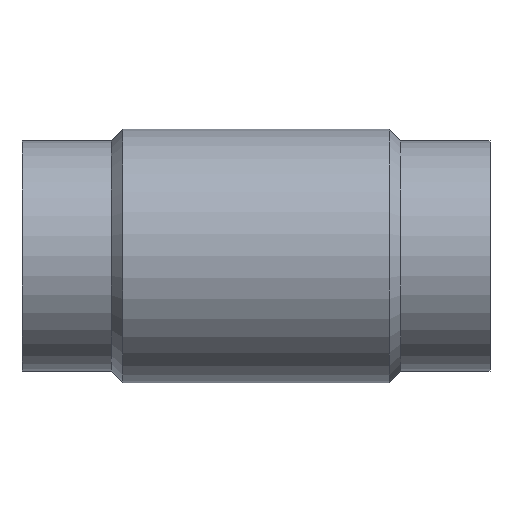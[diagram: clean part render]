
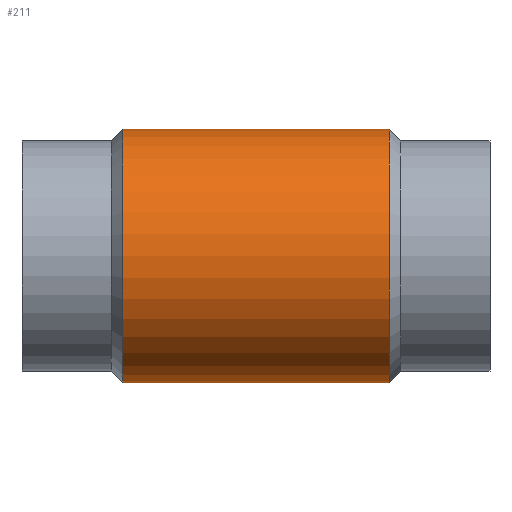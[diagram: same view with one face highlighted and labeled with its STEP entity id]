
A CAD part, top view. The second image highlights one B-rep face of the part: STEP entity #211.
In plain terms, the highlighted cylindrical face has radius 88 mm (diameter 176 mm), a full revolution.
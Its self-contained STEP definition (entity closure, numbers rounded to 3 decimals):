
#25=FACE_OUTER_BOUND('',#38,.T.);
#38=EDGE_LOOP('',(#149,#150,#151,#152,#153,#154,#155,#156,#157));
#56=B_SPLINE_CURVE_WITH_KNOTS('',3,(#416,#417,#418,#419,#420,#421,#422,
#423,#424,#425,#426,#427,#428,#429,#430,#431,#432,#433,#434,#435,#436,#437,
#438,#439,#440,#441,#442,#443,#444,#445,#446,#447,#448,#449),
 .UNSPECIFIED.,.F.,.F.,(4,2,2,2,2,2,2,2,2,2,2,2,2,2,2,2,4),(11.047,
12.409,13.771,15.133,16.495,17.895,
19.294,20.694,22.093,23.493,24.893,
26.292,27.692,29.054,30.416,31.778,
33.14),.UNSPECIFIED.);
#57=B_SPLINE_CURVE_WITH_KNOTS('',3,(#454,#455,#456,#457,#458,#459,#460,
#461,#462,#463,#464,#465,#466,#467,#468,#469,#470,#471),.UNSPECIFIED.,.F.,
 .F.,(4,2,2,2,2,2,2,2,4),(33.14,34.502,35.864,
37.226,38.588,39.988,41.387,42.787,
44.187),.UNSPECIFIED.);
#58=B_SPLINE_CURVE_WITH_KNOTS('',3,(#472,#473,#474,#475,#476,#477,#478,
#479,#480,#481,#482,#483,#484,#485,#486,#487,#488,#489),.UNSPECIFIED.,.F.,
 .F.,(4,2,2,2,2,2,2,2,4),(0.,1.4,2.799,4.199,
5.598,6.961,8.323,9.685,11.047),
 .UNSPECIFIED.);
#60=LINE('',#414,#72);
#61=LINE('',#451,#73);
#72=VECTOR('',#279,88.);
#73=VECTOR('',#280,88.);
#84=CIRCLE('',#246,88.);
#85=CIRCLE('',#247,88.);
#99=VERTEX_POINT('',#411);
#100=VERTEX_POINT('',#413);
#101=VERTEX_POINT('',#415);
#102=VERTEX_POINT('',#450);
#103=VERTEX_POINT('',#453);
#118=EDGE_CURVE('',#99,#99,#84,.T.);
#119=EDGE_CURVE('',#99,#100,#60,.T.);
#120=EDGE_CURVE('',#100,#101,#56,.T.);
#121=EDGE_CURVE('',#101,#102,#61,.T.);
#122=EDGE_CURVE('',#102,#102,#85,.T.);
#123=EDGE_CURVE('',#101,#103,#57,.T.);
#124=EDGE_CURVE('',#103,#100,#58,.T.);
#149=ORIENTED_EDGE('',*,*,#118,.F.);
#150=ORIENTED_EDGE('',*,*,#119,.T.);
#151=ORIENTED_EDGE('',*,*,#120,.T.);
#152=ORIENTED_EDGE('',*,*,#121,.T.);
#153=ORIENTED_EDGE('',*,*,#122,.T.);
#154=ORIENTED_EDGE('',*,*,#121,.F.);
#155=ORIENTED_EDGE('',*,*,#123,.T.);
#156=ORIENTED_EDGE('',*,*,#124,.T.);
#157=ORIENTED_EDGE('',*,*,#119,.F.);
#204=CYLINDRICAL_SURFACE('',#245,88.);
#211=ADVANCED_FACE('',(#25),#204,.T.);
#245=AXIS2_PLACEMENT_3D('',#410,#275,#276);
#246=AXIS2_PLACEMENT_3D('',#412,#277,#278);
#247=AXIS2_PLACEMENT_3D('',#452,#281,#282);
#275=DIRECTION('center_axis',(-1.,0.,0.));
#276=DIRECTION('ref_axis',(0.,0.,1.));
#277=DIRECTION('center_axis',(-1.,0.,0.));
#278=DIRECTION('ref_axis',(0.,0.,1.));
#279=DIRECTION('',(1.,0.,0.));
#280=DIRECTION('',(1.,0.,0.));
#281=DIRECTION('center_axis',(-1.,0.,0.));
#282=DIRECTION('ref_axis',(0.,0.,1.));
#410=CARTESIAN_POINT('Origin',(0.,0.,0.));
#411=CARTESIAN_POINT('',(-92.5,0.,-88.));
#412=CARTESIAN_POINT('Origin',(-92.5,0.,0.));
#413=CARTESIAN_POINT('',(-68.75,0.,-88.));
#414=CARTESIAN_POINT('',(0.,0.,-88.));
#415=CARTESIAN_POINT('',(68.75,0.,-88.));
#416=CARTESIAN_POINT('Ctrl Pts',(-68.75,0.,-88.));
#417=CARTESIAN_POINT('Ctrl Pts',(-68.75,-4.54,-88.));
#418=CARTESIAN_POINT('Ctrl Pts',(-68.293,-9.17,-87.642));
#419=CARTESIAN_POINT('Ctrl Pts',(-66.444,-18.253,-86.209));
#420=CARTESIAN_POINT('Ctrl Pts',(-65.054,-22.706,-85.135));
#421=CARTESIAN_POINT('Ctrl Pts',(-61.469,-31.131,-82.428));
#422=CARTESIAN_POINT('Ctrl Pts',(-59.271,-35.113,-80.793));
#423=CARTESIAN_POINT('Ctrl Pts',(-54.297,-42.401,-77.218));
#424=CARTESIAN_POINT('Ctrl Pts',(-51.521,-45.707,-75.28));
#425=CARTESIAN_POINT('Ctrl Pts',(-45.626,-51.601,-71.374));
#426=CARTESIAN_POINT('Ctrl Pts',(-42.273,-54.396,-69.25));
#427=CARTESIAN_POINT('Ctrl Pts',(-34.978,-59.351,-65.054));
#428=CARTESIAN_POINT('Ctrl Pts',(-31.037,-61.511,-62.983));
#429=CARTESIAN_POINT('Ctrl Pts',(-22.723,-65.043,-59.328));
#430=CARTESIAN_POINT('Ctrl Pts',(-18.343,-66.418,-57.747));
#431=CARTESIAN_POINT('Ctrl Pts',(-9.316,-68.272,-55.543));
#432=CARTESIAN_POINT('Ctrl Pts',(-4.665,-68.75,-54.931));
#433=CARTESIAN_POINT('Ctrl Pts',(4.665,-68.75,-54.931));
#434=CARTESIAN_POINT('Ctrl Pts',(9.316,-68.272,-55.543));
#435=CARTESIAN_POINT('Ctrl Pts',(18.343,-66.418,-57.747));
#436=CARTESIAN_POINT('Ctrl Pts',(22.723,-65.043,-59.328));
#437=CARTESIAN_POINT('Ctrl Pts',(31.037,-61.511,-62.983));
#438=CARTESIAN_POINT('Ctrl Pts',(34.978,-59.351,-65.054));
#439=CARTESIAN_POINT('Ctrl Pts',(42.273,-54.396,-69.25));
#440=CARTESIAN_POINT('Ctrl Pts',(45.626,-51.601,-71.374));
#441=CARTESIAN_POINT('Ctrl Pts',(51.521,-45.707,-75.28));
#442=CARTESIAN_POINT('Ctrl Pts',(54.297,-42.401,-77.218));
#443=CARTESIAN_POINT('Ctrl Pts',(59.271,-35.113,-80.793));
#444=CARTESIAN_POINT('Ctrl Pts',(61.469,-31.131,-82.428));
#445=CARTESIAN_POINT('Ctrl Pts',(65.054,-22.706,-85.135));
#446=CARTESIAN_POINT('Ctrl Pts',(66.444,-18.253,-86.209));
#447=CARTESIAN_POINT('Ctrl Pts',(68.293,-9.17,-87.642));
#448=CARTESIAN_POINT('Ctrl Pts',(68.75,-4.54,-88.));
#449=CARTESIAN_POINT('Ctrl Pts',(68.75,0.,-88.));
#450=CARTESIAN_POINT('',(92.5,0.,-88.));
#451=CARTESIAN_POINT('',(0.,0.,-88.));
#452=CARTESIAN_POINT('Origin',(92.5,0.,0.));
#453=CARTESIAN_POINT('',(0.,68.75,-54.931));
#454=CARTESIAN_POINT('Ctrl Pts',(68.75,0.,-88.));
#455=CARTESIAN_POINT('Ctrl Pts',(68.75,4.54,-88.));
#456=CARTESIAN_POINT('Ctrl Pts',(68.293,9.17,-87.642));
#457=CARTESIAN_POINT('Ctrl Pts',(66.444,18.253,-86.209));
#458=CARTESIAN_POINT('Ctrl Pts',(65.054,22.706,-85.135));
#459=CARTESIAN_POINT('Ctrl Pts',(61.469,31.131,-82.428));
#460=CARTESIAN_POINT('Ctrl Pts',(59.271,35.113,-80.793));
#461=CARTESIAN_POINT('Ctrl Pts',(54.297,42.401,-77.218));
#462=CARTESIAN_POINT('Ctrl Pts',(51.521,45.707,-75.28));
#463=CARTESIAN_POINT('Ctrl Pts',(45.626,51.601,-71.374));
#464=CARTESIAN_POINT('Ctrl Pts',(42.273,54.396,-69.25));
#465=CARTESIAN_POINT('Ctrl Pts',(34.978,59.351,-65.054));
#466=CARTESIAN_POINT('Ctrl Pts',(31.037,61.511,-62.983));
#467=CARTESIAN_POINT('Ctrl Pts',(22.723,65.043,-59.328));
#468=CARTESIAN_POINT('Ctrl Pts',(18.343,66.418,-57.747));
#469=CARTESIAN_POINT('Ctrl Pts',(9.316,68.272,-55.543));
#470=CARTESIAN_POINT('Ctrl Pts',(4.665,68.75,-54.931));
#471=CARTESIAN_POINT('Ctrl Pts',(0.,68.75,-54.931));
#472=CARTESIAN_POINT('Ctrl Pts',(0.,68.75,-54.931));
#473=CARTESIAN_POINT('Ctrl Pts',(-4.665,68.75,-54.931));
#474=CARTESIAN_POINT('Ctrl Pts',(-9.316,68.272,-55.543));
#475=CARTESIAN_POINT('Ctrl Pts',(-18.343,66.418,-57.747));
#476=CARTESIAN_POINT('Ctrl Pts',(-22.723,65.043,-59.328));
#477=CARTESIAN_POINT('Ctrl Pts',(-31.037,61.511,-62.983));
#478=CARTESIAN_POINT('Ctrl Pts',(-34.978,59.351,-65.054));
#479=CARTESIAN_POINT('Ctrl Pts',(-42.273,54.396,-69.25));
#480=CARTESIAN_POINT('Ctrl Pts',(-45.626,51.601,-71.374));
#481=CARTESIAN_POINT('Ctrl Pts',(-51.521,45.707,-75.28));
#482=CARTESIAN_POINT('Ctrl Pts',(-54.297,42.401,-77.218));
#483=CARTESIAN_POINT('Ctrl Pts',(-59.271,35.113,-80.793));
#484=CARTESIAN_POINT('Ctrl Pts',(-61.469,31.131,-82.428));
#485=CARTESIAN_POINT('Ctrl Pts',(-65.054,22.706,-85.135));
#486=CARTESIAN_POINT('Ctrl Pts',(-66.444,18.253,-86.209));
#487=CARTESIAN_POINT('Ctrl Pts',(-68.293,9.17,-87.642));
#488=CARTESIAN_POINT('Ctrl Pts',(-68.75,4.54,-88.));
#489=CARTESIAN_POINT('Ctrl Pts',(-68.75,0.,-88.));
